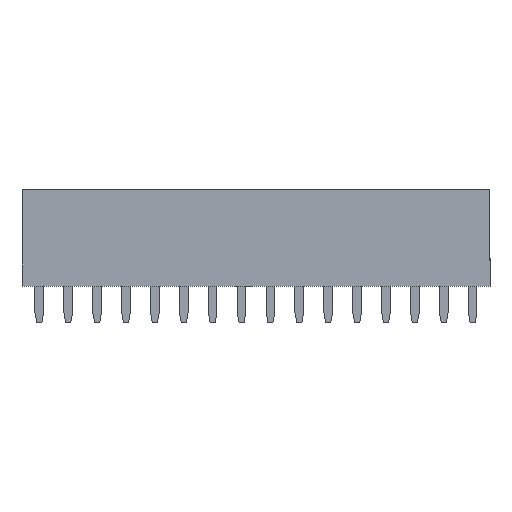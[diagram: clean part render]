
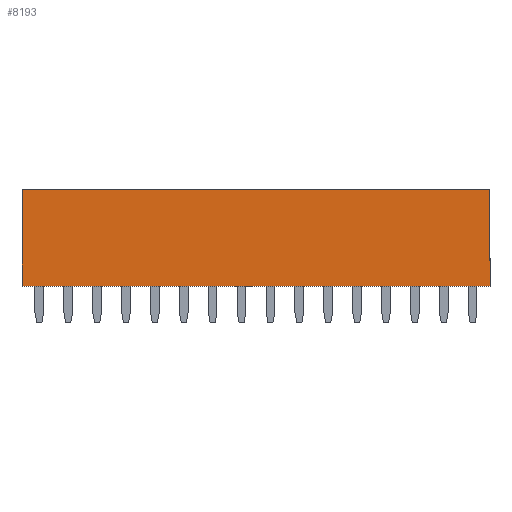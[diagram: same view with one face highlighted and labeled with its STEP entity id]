
A CAD part, top view. The second image highlights one B-rep face of the part: STEP entity #8193.
In plain terms, the highlighted planar face has unit normal (0, 0, 1).
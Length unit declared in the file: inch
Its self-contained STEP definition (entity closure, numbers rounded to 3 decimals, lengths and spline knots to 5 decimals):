
#198 = ORIENTED_EDGE ( 'NONE', *, *, #12552, .F. ) ;
#381 = VERTEX_POINT ( 'NONE', #5168 ) ;
#588 = ORIENTED_EDGE ( 'NONE', *, *, #4007, .F. ) ;
#895 = DIRECTION ( 'NONE',  ( -1., 0., 0. ) ) ;
#982 = CARTESIAN_POINT ( 'NONE',  ( 0.81, 0., 0.05 ) ) ;
#987 = PLANE ( 'NONE',  #9094 ) ;
#1088 = EDGE_CURVE ( 'NONE', #6229, #4284, #6091, .T. ) ;
#1383 = CARTESIAN_POINT ( 'NONE',  ( -0.81, 0.335, 0.05 ) ) ;
#1497 = DIRECTION ( 'NONE',  ( 0., -1., 0. ) ) ;
#2369 = CARTESIAN_POINT ( 'NONE',  ( -0.81, 0., 0.05 ) ) ;
#2775 = CARTESIAN_POINT ( 'NONE',  ( 0.81, 0.335, 0.05 ) ) ;
#3121 = LINE ( 'NONE', #2775, #11479 ) ;
#4007 = EDGE_CURVE ( 'NONE', #4604, #381, #3121, .T. ) ;
#4284 = VERTEX_POINT ( 'NONE', #982 ) ;
#4293 = CARTESIAN_POINT ( 'NONE',  ( -0.81, 0.335, 0.05 ) ) ;
#4604 = VERTEX_POINT ( 'NONE', #9090 ) ;
#5168 = CARTESIAN_POINT ( 'NONE',  ( 0.81, 0.335, 0.05 ) ) ;
#6091 = LINE ( 'NONE', #2369, #13406 ) ;
#6229 = VERTEX_POINT ( 'NONE', #8861 ) ;
#6231 = VECTOR ( 'NONE', #12392, 39.37008 ) ;
#6817 = CARTESIAN_POINT ( 'NONE',  ( 0.81, 0.335, 0.05 ) ) ;
#7219 = LINE ( 'NONE', #6817, #10611 ) ;
#7250 = EDGE_CURVE ( 'NONE', #4604, #6229, #10001, .T. ) ;
#7391 = ORIENTED_EDGE ( 'NONE', *, *, #7250, .T. ) ;
#8193 = ADVANCED_FACE ( 'NONE', ( #14112 ), #987, .F. ) ;
#8305 = DIRECTION ( 'NONE',  ( 1., 0., 0. ) ) ;
#8399 = ORIENTED_EDGE ( 'NONE', *, *, #1088, .T. ) ;
#8861 = CARTESIAN_POINT ( 'NONE',  ( -0.81, 0., 0.05 ) ) ;
#9090 = CARTESIAN_POINT ( 'NONE',  ( -0.81, 0.335, 0.05 ) ) ;
#9094 = AXIS2_PLACEMENT_3D ( 'NONE', #4293, #11957, #895 ) ;
#9175 = EDGE_LOOP ( 'NONE', ( #198, #588, #7391, #8399 ) ) ;
#10001 = LINE ( 'NONE', #1383, #6231 ) ;
#10611 = VECTOR ( 'NONE', #1497, 39.37008 ) ;
#11479 = VECTOR ( 'NONE', #8305, 39.37008 ) ;
#11957 = DIRECTION ( 'NONE',  ( 0., 0., -1. ) ) ;
#12265 = DIRECTION ( 'NONE',  ( 1., 0., 0. ) ) ;
#12392 = DIRECTION ( 'NONE',  ( 0., -1., 0. ) ) ;
#12552 = EDGE_CURVE ( 'NONE', #381, #4284, #7219, .T. ) ;
#13406 = VECTOR ( 'NONE', #12265, 39.37008 ) ;
#14112 = FACE_OUTER_BOUND ( 'NONE', #9175, .T. ) ;
